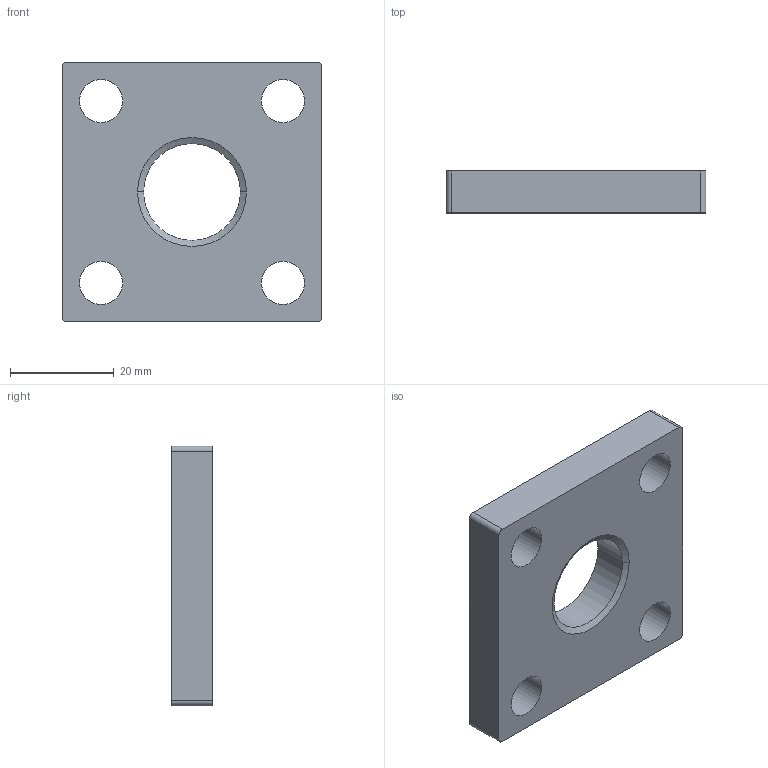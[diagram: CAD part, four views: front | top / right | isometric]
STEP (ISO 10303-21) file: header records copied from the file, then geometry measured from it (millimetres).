
FILE_DESCRIPTION(('Creo Elements/Direct Modeling STEP Export'),'2;1');
FILE_NAME('55.0385_Anschlussplatte-MMS-55_50x50x8-G1-2-Zoll.stp','2022-03-21T 8:08:52',(''),(''),'PTC Creo Elements/Direct Modeling STEP processor for AP214 (Solid Model)','PTC Creo Elements/Direct Modeling 19.0C 15-Aug-2015 (C) Parametric Technology GmbH','');
FILE_SCHEMA(('AUTOMOTIVE_DESIGN { 1 0 10303 214 1 1 1 1 }'));
Length unit declared in the file: millimetre
Products named in the file (2): Abschlußplatte-MMS-55_50x50x8-G12_55.0385_PX176323
Assembly tree (1 placements, depth 2):
  Abschlußplatte-MMS-55_50x50x8-G12_55.0385_PX176323
    Abschlußplatte-MMS-55_50x50x8-G12_55.0385_PX176323
Bounding box: 50 x 8 x 50 mm (x, y, z)
Volume: 16033.2 mm3; surface area: 6852.9 mm2
Topology: 1 solids, 1 shells, 24 faces, 62 edges, 40 vertices
Faces by surface type: cylinder 14, plane 6, cone 4
Entity records: 767 total; most frequent: ORIENTED_EDGE 124, DIRECTION 122, CARTESIAN_POINT 116, EDGE_CURVE 62, AXIS2_PLACEMENT_3D 46, VERTEX_POINT 40, EDGE_LOOP 34, VECTOR 30
